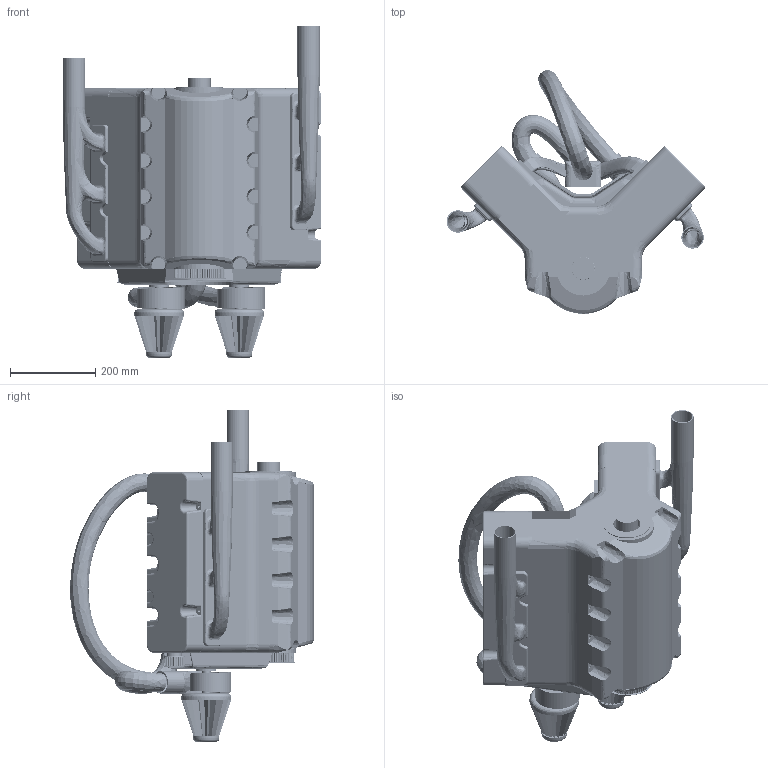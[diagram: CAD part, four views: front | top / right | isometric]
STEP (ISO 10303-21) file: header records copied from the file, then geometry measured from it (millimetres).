
FILE_DESCRIPTION(('FreeCAD Model'),'2;1');
FILE_NAME('Open CASCADE Shape Model','2025-05-04T11:41:35',('FreeCAD'),( 'FreeCAD'),'Open CASCADE STEP processor 7.6','FreeCAD','Unknown');
FILE_SCHEMA(('AUTOMOTIVE_DESIGN { 1 0 10303 214 1 1 1 1 }'));
Products named in the file (1): Open CASCADE STEP translator 7.6 1
Bounding box: 606.05 x 570.96 x 778 mm (x, y, z)
Volume: 24638538.9 mm3; surface area: 5608435.7 mm2
Topology: 207 solids, 209 shells, 6818 faces, 17324 edges, 10951 vertices
Faces by surface type: bspline 6818
Entity records: 622699 total; most frequent: CARTESIAN_POINT 526312, ORIENTED_EDGE 34328, EDGE_CURVE 17164, VERTEX_POINT 10951, B_SPLINE_CURVE_WITH_KNOTS 9118, FACE_BOUND 7629, EDGE_LOOP 7629, ADVANCED_FACE 6818
